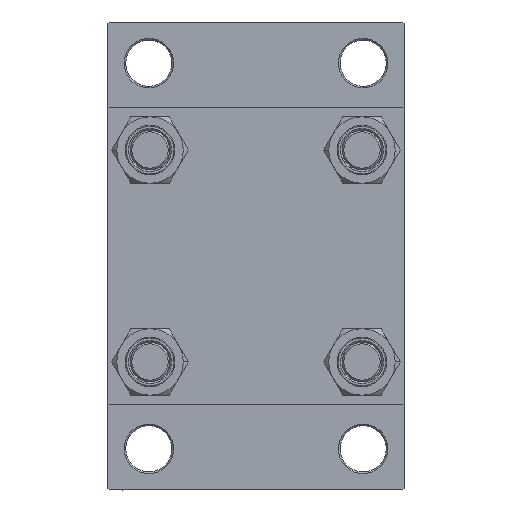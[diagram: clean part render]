
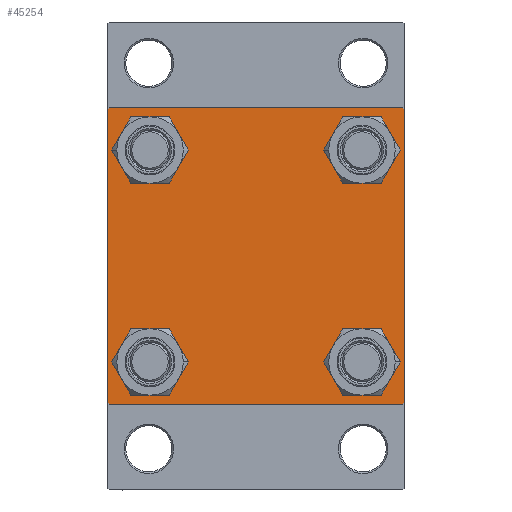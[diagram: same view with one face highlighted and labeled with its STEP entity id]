
A CAD part, left-side view. The second image highlights one B-rep face of the part: STEP entity #45254.
In plain terms, the highlighted planar face has unit normal (-1, 0, 0).
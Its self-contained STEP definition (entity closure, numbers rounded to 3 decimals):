
#120 = DIRECTION ( 'NONE',  ( 0., 0., 1. ) ) ;
#202 = ORIENTED_EDGE ( 'NONE', *, *, #35141, .T. ) ;
#210 = ORIENTED_EDGE ( 'NONE', *, *, #11581, .T. ) ;
#469 = EDGE_CURVE ( 'NONE', #20896, #38152, #44438, .T. ) ;
#1148 = DIRECTION ( 'NONE',  ( 0., 0., 1. ) ) ;
#1336 = CARTESIAN_POINT ( 'NONE',  ( 0., 44.75, -44.75 ) ) ;
#1943 = ORIENTED_EDGE ( 'NONE', *, *, #3545, .T. ) ;
#2101 = DIRECTION ( 'NONE',  ( 0., -1., 0. ) ) ;
#2531 = CARTESIAN_POINT ( 'NONE',  ( 0., -32.15, 25.65 ) ) ;
#2691 = LINE ( 'NONE', #13336, #23422 ) ;
#2958 = EDGE_CURVE ( 'NONE', #38804, #32267, #42239, .T. ) ;
#3245 = CARTESIAN_POINT ( 'NONE',  ( 0., 45., 45. ) ) ;
#3545 = EDGE_CURVE ( 'NONE', #32263, #38152, #28382, .T. ) ;
#3980 = EDGE_CURVE ( 'NONE', #4549, #40335, #44582, .T. ) ;
#4280 = LINE ( 'NONE', #33339, #6843 ) ;
#4323 = ORIENTED_EDGE ( 'NONE', *, *, #19795, .T. ) ;
#4549 = VERTEX_POINT ( 'NONE', #14097 ) ;
#4670 = VERTEX_POINT ( 'NONE', #8023 ) ;
#5187 = EDGE_CURVE ( 'NONE', #39105, #7115, #32909, .T. ) ;
#5425 = DIRECTION ( 'NONE',  ( 0., 0., -1. ) ) ;
#5518 = DIRECTION ( 'NONE',  ( 1., 0., 0. ) ) ;
#6040 = DIRECTION ( 'NONE',  ( 0., 0., 1. ) ) ;
#6130 = CARTESIAN_POINT ( 'NONE',  ( 0., -32.15, -25.65 ) ) ;
#6277 = DIRECTION ( 'NONE',  ( 1., 0., 0. ) ) ;
#6774 = ORIENTED_EDGE ( 'NONE', *, *, #9812, .F. ) ;
#6843 = VECTOR ( 'NONE', #40853, 1000. ) ;
#6880 = EDGE_CURVE ( 'NONE', #32267, #38804, #17494, .T. ) ;
#7115 = VERTEX_POINT ( 'NONE', #21514 ) ;
#7474 = ORIENTED_EDGE ( 'NONE', *, *, #5187, .T. ) ;
#8023 = CARTESIAN_POINT ( 'NONE',  ( 0., 45., -44.5 ) ) ;
#8438 = ORIENTED_EDGE ( 'NONE', *, *, #27657, .T. ) ;
#8601 = VERTEX_POINT ( 'NONE', #18066 ) ;
#8672 = EDGE_CURVE ( 'NONE', #23756, #10822, #19086, .T. ) ;
#8861 = CARTESIAN_POINT ( 'NONE',  ( 0., -32.15, -32.15 ) ) ;
#9222 = ORIENTED_EDGE ( 'NONE', *, *, #2958, .T. ) ;
#9547 = AXIS2_PLACEMENT_3D ( 'NONE', #43218, #24835, #21193 ) ;
#9573 = DIRECTION ( 'NONE',  ( 1., 0., 0. ) ) ;
#9605 = EDGE_LOOP ( 'NONE', ( #42626, #33443, #23810, #1943, #9922, #202, #6774, #210 ) ) ;
#9701 = DIRECTION ( 'NONE',  ( 0., 0.707, 0.707 ) ) ;
#9812 = EDGE_CURVE ( 'NONE', #14755, #11628, #37140, .T. ) ;
#9922 = ORIENTED_EDGE ( 'NONE', *, *, #469, .F. ) ;
#10822 = VERTEX_POINT ( 'NONE', #6130 ) ;
#11020 = DIRECTION ( 'NONE',  ( 1., 0., 0. ) ) ;
#11220 = AXIS2_PLACEMENT_3D ( 'NONE', #20294, #5518, #1148 ) ;
#11264 = CARTESIAN_POINT ( 'NONE',  ( 0., -45., 45. ) ) ;
#11581 = EDGE_CURVE ( 'NONE', #14755, #21246, #4280, .T. ) ;
#11628 = VERTEX_POINT ( 'NONE', #41568 ) ;
#12233 = FACE_BOUND ( 'NONE', #15929, .T. ) ;
#13336 = CARTESIAN_POINT ( 'NONE',  ( 0., -44.75, 44.75 ) ) ;
#13373 = VECTOR ( 'NONE', #5425, 1000. ) ;
#13750 = EDGE_CURVE ( 'NONE', #40335, #4549, #24690, .T. ) ;
#14097 = CARTESIAN_POINT ( 'NONE',  ( 0., -32.15, 38.65 ) ) ;
#14216 = DIRECTION ( 'NONE',  ( 1., 0., 0. ) ) ;
#14605 = AXIS2_PLACEMENT_3D ( 'NONE', #38422, #9573, #35017 ) ;
#14755 = VERTEX_POINT ( 'NONE', #43419 ) ;
#14897 = FACE_OUTER_BOUND ( 'NONE', #9605, .T. ) ;
#15398 = EDGE_LOOP ( 'NONE', ( #29349, #20066 ) ) ;
#15929 = EDGE_LOOP ( 'NONE', ( #4323, #30984 ) ) ;
#16877 = CARTESIAN_POINT ( 'NONE',  ( 0., 32.15, -38.65 ) ) ;
#17170 = CARTESIAN_POINT ( 'NONE',  ( 0., 32.15, 32.15 ) ) ;
#17494 = CIRCLE ( 'NONE', #43746, 6.5 ) ;
#18015 = DIRECTION ( 'NONE',  ( 0., -1., 0. ) ) ;
#18066 = CARTESIAN_POINT ( 'NONE',  ( 0., 44.5, -45. ) ) ;
#18545 = FACE_BOUND ( 'NONE', #35989, .T. ) ;
#19086 = CIRCLE ( 'NONE', #24523, 6.5 ) ;
#19104 = CARTESIAN_POINT ( 'NONE',  ( 0., 45., 44.5 ) ) ;
#19512 = VECTOR ( 'NONE', #2101, 1000. ) ;
#19795 = EDGE_CURVE ( 'NONE', #10822, #23756, #40183, .T. ) ;
#20022 = DIRECTION ( 'NONE',  ( 1., 0., 0. ) ) ;
#20066 = ORIENTED_EDGE ( 'NONE', *, *, #13750, .T. ) ;
#20294 = CARTESIAN_POINT ( 'NONE',  ( 0., -32.15, 32.15 ) ) ;
#20677 = CARTESIAN_POINT ( 'NONE',  ( 0., -45., 44.5 ) ) ;
#20896 = VERTEX_POINT ( 'NONE', #20677 ) ;
#20992 = CARTESIAN_POINT ( 'NONE',  ( 0., 45., -45. ) ) ;
#21193 = DIRECTION ( 'NONE',  ( 0., 0., 1. ) ) ;
#21228 = LINE ( 'NONE', #20992, #19512 ) ;
#21246 = VERTEX_POINT ( 'NONE', #19104 ) ;
#21514 = CARTESIAN_POINT ( 'NONE',  ( 0., 32.15, -25.65 ) ) ;
#22073 = EDGE_CURVE ( 'NONE', #4670, #8601, #34514, .T. ) ;
#22182 = FACE_BOUND ( 'NONE', #38906, .T. ) ;
#23422 = VECTOR ( 'NONE', #9701, 1000. ) ;
#23756 = VERTEX_POINT ( 'NONE', #28815 ) ;
#23810 = ORIENTED_EDGE ( 'NONE', *, *, #33927, .T. ) ;
#24523 = AXIS2_PLACEMENT_3D ( 'NONE', #36466, #47366, #32831 ) ;
#24690 = CIRCLE ( 'NONE', #14605, 6.5 ) ;
#24835 = DIRECTION ( 'NONE',  ( 1., 0., 0. ) ) ;
#24943 = ORIENTED_EDGE ( 'NONE', *, *, #6880, .T. ) ;
#24996 = DIRECTION ( 'NONE',  ( 0., -0.707, 0.707 ) ) ;
#25961 = AXIS2_PLACEMENT_3D ( 'NONE', #44442, #26290, #26053 ) ;
#26049 = DIRECTION ( 'NONE',  ( 0., 0., -1. ) ) ;
#26053 = DIRECTION ( 'NONE',  ( 0., 0., 1. ) ) ;
#26290 = DIRECTION ( 'NONE',  ( -1., 0., 0. ) ) ;
#27334 = CIRCLE ( 'NONE', #9547, 6.5 ) ;
#27657 = EDGE_CURVE ( 'NONE', #7115, #39105, #27334, .T. ) ;
#28382 = LINE ( 'NONE', #43617, #37574 ) ;
#28815 = CARTESIAN_POINT ( 'NONE',  ( 0., -32.15, -38.65 ) ) ;
#28998 = DIRECTION ( 'NONE',  ( 0., 0., 1. ) ) ;
#29349 = ORIENTED_EDGE ( 'NONE', *, *, #3980, .T. ) ;
#29370 = AXIS2_PLACEMENT_3D ( 'NONE', #8861, #20022, #38646 ) ;
#29677 = PLANE ( 'NONE',  #25961 ) ;
#30228 = VECTOR ( 'NONE', #45414, 1000. ) ;
#30984 = ORIENTED_EDGE ( 'NONE', *, *, #8672, .T. ) ;
#31689 = CARTESIAN_POINT ( 'NONE',  ( 0., -45., -44.5 ) ) ;
#32263 = VERTEX_POINT ( 'NONE', #45084 ) ;
#32267 = VERTEX_POINT ( 'NONE', #37832 ) ;
#32831 = DIRECTION ( 'NONE',  ( 0., 0., 1. ) ) ;
#32905 = VECTOR ( 'NONE', #26049, 1000. ) ;
#32909 = CIRCLE ( 'NONE', #39084, 6.5 ) ;
#33339 = CARTESIAN_POINT ( 'NONE',  ( 0., 44.75, 44.75 ) ) ;
#33443 = ORIENTED_EDGE ( 'NONE', *, *, #22073, .T. ) ;
#33521 = CARTESIAN_POINT ( 'NONE',  ( 0., 32.15, -32.15 ) ) ;
#33927 = EDGE_CURVE ( 'NONE', #8601, #32263, #21228, .T. ) ;
#34514 = LINE ( 'NONE', #1336, #30228 ) ;
#35017 = DIRECTION ( 'NONE',  ( 0., 0., 1. ) ) ;
#35141 = EDGE_CURVE ( 'NONE', #20896, #11628, #2691, .T. ) ;
#35981 = CARTESIAN_POINT ( 'NONE',  ( 0., 32.15, 32.15 ) ) ;
#35989 = EDGE_LOOP ( 'NONE', ( #24943, #9222 ) ) ;
#36235 = EDGE_CURVE ( 'NONE', #21246, #4670, #38589, .T. ) ;
#36466 = CARTESIAN_POINT ( 'NONE',  ( 0., -32.15, -32.15 ) ) ;
#36816 = AXIS2_PLACEMENT_3D ( 'NONE', #17170, #6277, #6040 ) ;
#36916 = VECTOR ( 'NONE', #18015, 1000. ) ;
#37140 = LINE ( 'NONE', #3245, #36916 ) ;
#37574 = VECTOR ( 'NONE', #24996, 1000. ) ;
#37832 = CARTESIAN_POINT ( 'NONE',  ( 0., 32.15, 38.65 ) ) ;
#38152 = VERTEX_POINT ( 'NONE', #31689 ) ;
#38422 = CARTESIAN_POINT ( 'NONE',  ( 0., -32.15, 32.15 ) ) ;
#38589 = LINE ( 'NONE', #38822, #13373 ) ;
#38646 = DIRECTION ( 'NONE',  ( 0., 0., 1. ) ) ;
#38804 = VERTEX_POINT ( 'NONE', #42597 ) ;
#38822 = CARTESIAN_POINT ( 'NONE',  ( 0., 45., 45. ) ) ;
#38906 = EDGE_LOOP ( 'NONE', ( #8438, #7474 ) ) ;
#39084 = AXIS2_PLACEMENT_3D ( 'NONE', #33521, #14216, #28998 ) ;
#39105 = VERTEX_POINT ( 'NONE', #16877 ) ;
#40183 = CIRCLE ( 'NONE', #29370, 6.5 ) ;
#40335 = VERTEX_POINT ( 'NONE', #2531 ) ;
#40853 = DIRECTION ( 'NONE',  ( 0., 0.707, -0.707 ) ) ;
#41568 = CARTESIAN_POINT ( 'NONE',  ( 0., -44.5, 45. ) ) ;
#42239 = CIRCLE ( 'NONE', #36816, 6.5 ) ;
#42597 = CARTESIAN_POINT ( 'NONE',  ( 0., 32.15, 25.65 ) ) ;
#42626 = ORIENTED_EDGE ( 'NONE', *, *, #36235, .T. ) ;
#43218 = CARTESIAN_POINT ( 'NONE',  ( 0., 32.15, -32.15 ) ) ;
#43419 = CARTESIAN_POINT ( 'NONE',  ( 0., 44.5, 45. ) ) ;
#43617 = CARTESIAN_POINT ( 'NONE',  ( 0., -44.75, -44.75 ) ) ;
#43746 = AXIS2_PLACEMENT_3D ( 'NONE', #35981, #11020, #120 ) ;
#44438 = LINE ( 'NONE', #11264, #32905 ) ;
#44442 = CARTESIAN_POINT ( 'NONE',  ( 0., 0., 0. ) ) ;
#44582 = CIRCLE ( 'NONE', #11220, 6.5 ) ;
#45084 = CARTESIAN_POINT ( 'NONE',  ( 0., -44.5, -45. ) ) ;
#45254 = ADVANCED_FACE ( 'NONE', ( #45406, #12233, #22182, #18545, #14897 ), #29677, .T. ) ;
#45406 = FACE_BOUND ( 'NONE', #15398, .T. ) ;
#45414 = DIRECTION ( 'NONE',  ( 0., -0.707, -0.707 ) ) ;
#47366 = DIRECTION ( 'NONE',  ( 1., 0., 0. ) ) ;
